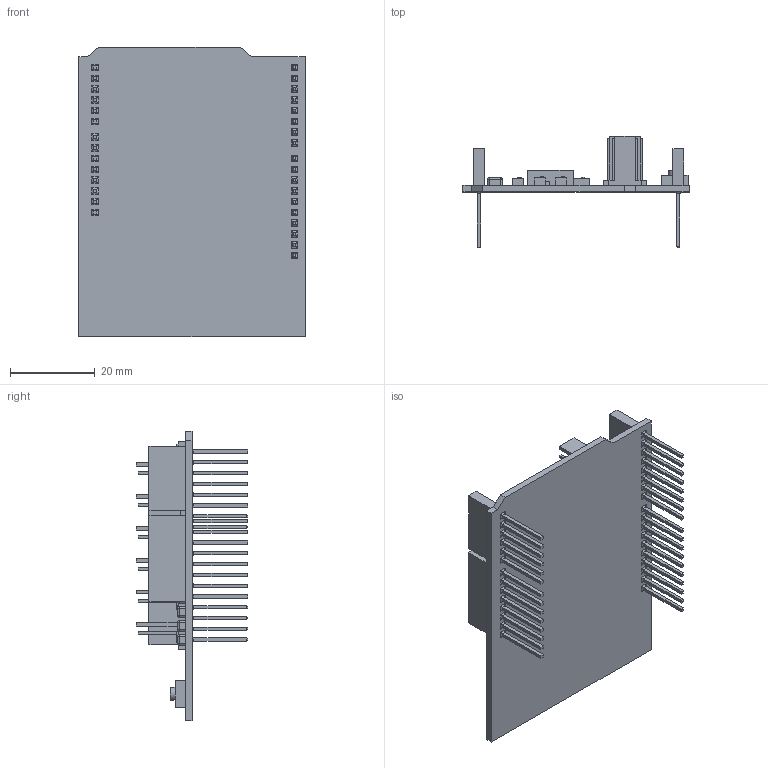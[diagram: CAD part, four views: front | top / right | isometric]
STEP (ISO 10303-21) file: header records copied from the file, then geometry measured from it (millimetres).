
FILE_DESCRIPTION((''),'2;1');
FILE_NAME('GBS-20132-EL2.stp','2014-01-04T11:11:09',('Matthew'),(''),'Autodesk Inventor 2013','Autodesk Inventor 2013','');
FILE_SCHEMA(('AUTOMOTIVE_DESIGN { 1 0 10303 214 1 1 1 1 }'));
Length unit declared in the file: inch
Products named in the file (1): GBS-20132-EL2
Bounding box: 53.34 x 26.19 x 68.33 mm (x, y, z)
Volume: 9192.9 mm3; surface area: 13483.2 mm2
Topology: 1 solids, 1 shells, 1463 faces, 3662 edges, 2378 vertices
Faces by surface type: plane 1116, bspline 170, cylinder 161, sphere 16
Full cylindrical faces by diameter (mm): 3.048 x1
Entity records: 45135 total; most frequent: CARTESIAN_POINT 9699, ORIENTED_EDGE 7294, DIRECTION 6103, EDGE_CURVE 3647, VECTOR 3127, LINE 3127, VERTEX_POINT 2350, EDGE_LOOP 1627
